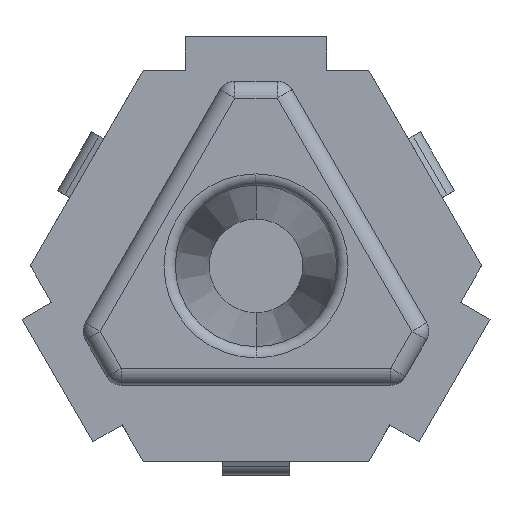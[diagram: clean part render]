
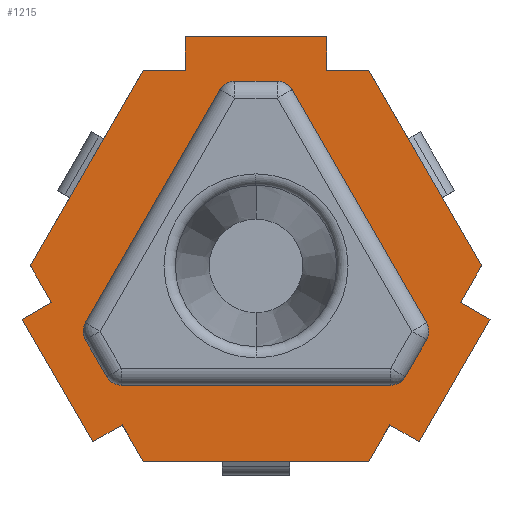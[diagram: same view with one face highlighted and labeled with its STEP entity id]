
A CAD part, front view. The second image highlights one B-rep face of the part: STEP entity #1215.
In plain terms, the highlighted planar face has unit normal (0, -1, 0).
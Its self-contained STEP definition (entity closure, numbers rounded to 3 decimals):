
#2=DIRECTION('',(-0.5,0.,0.866));
#3=VECTOR('',#2,2.5);
#4=CARTESIAN_POINT('',(-2.882,0.,-3.108));
#5=LINE('',#4,#3);
#6=DIRECTION('',(-0.5,0.,0.866));
#7=VECTOR('',#6,0.742);
#8=CARTESIAN_POINT('',(-3.613,0.,-0.642));
#9=LINE('',#8,#7);
#10=DIRECTION('',(0.5,0.,0.866));
#11=VECTOR('',#10,3.984);
#12=CARTESIAN_POINT('',(-3.984,0.,0.));
#13=LINE('',#12,#11);
#14=DIRECTION('',(1.,0.,0.));
#15=VECTOR('',#14,0.742);
#16=CARTESIAN_POINT('',(-1.992,0.,3.45));
#17=LINE('',#16,#15);
#18=DIRECTION('',(1.,0.,0.));
#19=VECTOR('',#18,2.5);
#20=CARTESIAN_POINT('',(-1.25,0.,4.05));
#21=LINE('',#20,#19);
#22=DIRECTION('',(1.,0.,0.));
#23=VECTOR('',#22,0.742);
#24=CARTESIAN_POINT('',(1.25,0.,3.45));
#25=LINE('',#24,#23);
#26=DIRECTION('',(0.5,0.,-0.866));
#27=VECTOR('',#26,3.984);
#28=CARTESIAN_POINT('',(1.992,0.,3.45));
#29=LINE('',#28,#27);
#30=DIRECTION('',(-0.5,0.,-0.866));
#31=VECTOR('',#30,0.742);
#32=CARTESIAN_POINT('',(3.984,0.,0.));
#33=LINE('',#32,#31);
#34=DIRECTION('',(-0.5,0.,-0.866));
#35=VECTOR('',#34,2.5);
#36=CARTESIAN_POINT('',(4.132,0.,-0.942));
#37=LINE('',#36,#35);
#38=DIRECTION('',(-0.5,0.,-0.866));
#39=VECTOR('',#38,0.742);
#40=CARTESIAN_POINT('',(2.363,0.,-2.808));
#41=LINE('',#40,#39);
#42=DIRECTION('',(-1.,0.,0.));
#43=VECTOR('',#42,3.984);
#44=CARTESIAN_POINT('',(1.992,0.,-3.45));
#45=LINE('',#44,#43);
#46=DIRECTION('',(-0.5,0.,0.866));
#47=VECTOR('',#46,0.742);
#48=CARTESIAN_POINT('',(-1.992,0.,-3.45));
#49=LINE('',#48,#47);
#50=DIRECTION('',(-0.5,0.,-0.866));
#51=VECTOR('',#50,0.754);
#52=CARTESIAN_POINT('',(3.013,0.,-1.305));
#53=LINE('',#52,#51);
#54=DIRECTION('',(-0.5,0.,0.866));
#55=VECTOR('',#54,4.754);
#56=CARTESIAN_POINT('',(3.013,0.,-1.005));
#57=LINE('',#56,#55);
#58=DIRECTION('',(1.,0.,0.));
#59=VECTOR('',#58,0.754);
#60=CARTESIAN_POINT('',(-0.377,0.,3.262));
#61=LINE('',#60,#59);
#62=DIRECTION('',(-0.5,0.,-0.866));
#63=VECTOR('',#62,4.754);
#64=CARTESIAN_POINT('',(-0.637,0.,3.112));
#65=LINE('',#64,#63);
#66=DIRECTION('',(-0.5,0.,0.866));
#67=VECTOR('',#66,0.754);
#68=CARTESIAN_POINT('',(-2.637,0.,-1.957));
#69=LINE('',#68,#67);
#70=DIRECTION('',(1.,0.,0.));
#71=VECTOR('',#70,4.754);
#72=CARTESIAN_POINT('',(-2.377,0.,-2.107));
#73=LINE('',#72,#71);
#86=DIRECTION('',(0.866,0.,0.5));
#87=VECTOR('',#86,0.6);
#88=CARTESIAN_POINT('',(-2.882,0.,-3.108));
#89=LINE('',#88,#87);
#216=DIRECTION('',(-0.866,0.,0.5));
#217=VECTOR('',#216,0.6);
#218=CARTESIAN_POINT('',(4.132,0.,-0.942));
#219=LINE('',#218,#217);
#220=DIRECTION('',(-0.866,0.,0.5));
#221=VECTOR('',#220,0.6);
#222=CARTESIAN_POINT('',(2.882,0.,-3.108));
#223=LINE('',#222,#221);
#342=DIRECTION('',(0.,0.,-1.));
#343=VECTOR('',#342,0.6);
#344=CARTESIAN_POINT('',(-1.25,0.,4.05));
#345=LINE('',#344,#343);
#346=DIRECTION('',(0.,0.,-1.));
#347=VECTOR('',#346,0.6);
#348=CARTESIAN_POINT('',(1.25,0.,4.05));
#349=LINE('',#348,#347);
#596=DIRECTION('',(0.866,0.,0.5));
#597=VECTOR('',#596,0.6);
#598=CARTESIAN_POINT('',(-4.132,0.,-0.942));
#599=LINE('',#598,#597);
#620=CARTESIAN_POINT('',(2.754,0.,-1.155));
#621=DIRECTION('',(0.,1.,0.));
#622=DIRECTION('',(0.866,0.,0.5));
#623=AXIS2_PLACEMENT_3D('',#620,#621,#622);
#655=CARTESIAN_POINT('',(2.377,0.,-1.807));
#656=DIRECTION('',(0.,1.,0.));
#657=DIRECTION('',(0.866,0.,-0.5));
#658=AXIS2_PLACEMENT_3D('',#655,#656,#657);
#672=CARTESIAN_POINT('',(-2.377,0.,-1.807));
#673=DIRECTION('',(0.,1.,0.));
#674=DIRECTION('',(0.,0.,-1.));
#675=AXIS2_PLACEMENT_3D('',#672,#673,#674);
#689=CARTESIAN_POINT('',(-2.754,0.,-1.155));
#690=DIRECTION('',(0.,1.,0.));
#691=DIRECTION('',(-0.866,0.,-0.5));
#692=AXIS2_PLACEMENT_3D('',#689,#690,#691);
#733=CARTESIAN_POINT('',(-0.377,0.,2.962));
#734=DIRECTION('',(0.,1.,0.));
#735=DIRECTION('',(-0.866,0.,0.5));
#736=AXIS2_PLACEMENT_3D('',#733,#734,#735);
#738=CARTESIAN_POINT('',(0.377,0.,2.962));
#739=DIRECTION('',(0.,1.,0.));
#740=DIRECTION('',(0.,0.,1.));
#741=AXIS2_PLACEMENT_3D('',#738,#739,#740);
#890=CARTESIAN_POINT('',(-3.984,0.,0.));
#891=CARTESIAN_POINT('',(-1.992,0.,3.45));
#892=VERTEX_POINT('',#890);
#893=VERTEX_POINT('',#891);
#894=CARTESIAN_POINT('',(1.992,0.,3.45));
#895=CARTESIAN_POINT('',(3.984,0.,0.));
#896=VERTEX_POINT('',#894);
#897=VERTEX_POINT('',#895);
#898=CARTESIAN_POINT('',(1.992,0.,-3.45));
#899=CARTESIAN_POINT('',(-1.992,0.,-3.45));
#900=VERTEX_POINT('',#898);
#901=VERTEX_POINT('',#899);
#951=CARTESIAN_POINT('',(-1.25,0.,4.05));
#953=VERTEX_POINT('',#951);
#955=CARTESIAN_POINT('',(1.25,0.,4.05));
#957=VERTEX_POINT('',#955);
#958=CARTESIAN_POINT('',(-1.25,0.,3.45));
#960=VERTEX_POINT('',#958);
#962=CARTESIAN_POINT('',(1.25,0.,3.45));
#964=VERTEX_POINT('',#962);
#967=CARTESIAN_POINT('',(-2.882,0.,-3.108));
#969=VERTEX_POINT('',#967);
#971=CARTESIAN_POINT('',(-4.132,0.,-0.942));
#973=VERTEX_POINT('',#971);
#974=CARTESIAN_POINT('',(-2.363,0.,-2.808));
#976=VERTEX_POINT('',#974);
#978=CARTESIAN_POINT('',(-3.613,0.,-0.642));
#980=VERTEX_POINT('',#978);
#983=CARTESIAN_POINT('',(4.132,0.,-0.942));
#985=VERTEX_POINT('',#983);
#987=CARTESIAN_POINT('',(2.882,0.,-3.108));
#989=VERTEX_POINT('',#987);
#990=CARTESIAN_POINT('',(3.613,0.,-0.642));
#992=VERTEX_POINT('',#990);
#994=CARTESIAN_POINT('',(2.363,0.,-2.808));
#996=VERTEX_POINT('',#994);
#1079=CARTESIAN_POINT('',(3.013,0.,-1.305));
#1081=VERTEX_POINT('',#1079);
#1083=CARTESIAN_POINT('',(3.013,0.,-1.005));
#1085=VERTEX_POINT('',#1083);
#1104=CARTESIAN_POINT('',(-3.013,0.,-1.005));
#1105=VERTEX_POINT('',#1104);
#1106=CARTESIAN_POINT('',(-3.013,0.,-1.305));
#1108=VERTEX_POINT('',#1106);
#1110=CARTESIAN_POINT('',(2.377,0.,-2.107));
#1112=VERTEX_POINT('',#1110);
#1114=CARTESIAN_POINT('',(2.637,0.,-1.957));
#1116=VERTEX_POINT('',#1114);
#1125=CARTESIAN_POINT('',(-2.637,0.,-1.957));
#1127=VERTEX_POINT('',#1125);
#1128=CARTESIAN_POINT('',(-2.377,0.,-2.107));
#1129=VERTEX_POINT('',#1128);
#1130=CARTESIAN_POINT('',(0.637,0.,3.112));
#1131=VERTEX_POINT('',#1130);
#1132=CARTESIAN_POINT('',(-0.637,0.,3.112));
#1133=VERTEX_POINT('',#1132);
#1134=CARTESIAN_POINT('',(-0.377,0.,3.262));
#1135=VERTEX_POINT('',#1134);
#1136=CARTESIAN_POINT('',(0.377,0.,3.262));
#1137=VERTEX_POINT('',#1136);
#1146=CARTESIAN_POINT('',(0.,0.,0.));
#1147=DIRECTION('',(0.,1.,0.));
#1148=DIRECTION('',(1.,0.,0.));
#1149=AXIS2_PLACEMENT_3D('',#1146,#1147,#1148);
#1150=PLANE('',#1149);
#1152=ORIENTED_EDGE('',*,*,#1151,.T.);
#1154=ORIENTED_EDGE('',*,*,#1153,.T.);
#1156=ORIENTED_EDGE('',*,*,#1155,.T.);
#1158=ORIENTED_EDGE('',*,*,#1157,.T.);
#1160=ORIENTED_EDGE('',*,*,#1159,.T.);
#1162=ORIENTED_EDGE('',*,*,#1161,.F.);
#1164=ORIENTED_EDGE('',*,*,#1163,.T.);
#1166=ORIENTED_EDGE('',*,*,#1165,.T.);
#1168=ORIENTED_EDGE('',*,*,#1167,.T.);
#1170=ORIENTED_EDGE('',*,*,#1169,.T.);
#1172=ORIENTED_EDGE('',*,*,#1171,.T.);
#1174=ORIENTED_EDGE('',*,*,#1173,.F.);
#1176=ORIENTED_EDGE('',*,*,#1175,.T.);
#1178=ORIENTED_EDGE('',*,*,#1177,.T.);
#1180=ORIENTED_EDGE('',*,*,#1179,.T.);
#1182=ORIENTED_EDGE('',*,*,#1181,.T.);
#1184=ORIENTED_EDGE('',*,*,#1183,.T.);
#1186=ORIENTED_EDGE('',*,*,#1185,.F.);
#1187=EDGE_LOOP('',(#1152,#1154,#1156,#1158,#1160,#1162,#1164,#1166,#1168,#1170,
#1172,#1174,#1176,#1178,#1180,#1182,#1184,#1186));
#1188=FACE_OUTER_BOUND('',#1187,.F.);
#1190=ORIENTED_EDGE('',*,*,#1189,.F.);
#1192=ORIENTED_EDGE('',*,*,#1191,.F.);
#1194=ORIENTED_EDGE('',*,*,#1193,.T.);
#1196=ORIENTED_EDGE('',*,*,#1195,.F.);
#1198=ORIENTED_EDGE('',*,*,#1197,.F.);
#1200=ORIENTED_EDGE('',*,*,#1199,.F.);
#1202=ORIENTED_EDGE('',*,*,#1201,.T.);
#1204=ORIENTED_EDGE('',*,*,#1203,.F.);
#1206=ORIENTED_EDGE('',*,*,#1205,.F.);
#1208=ORIENTED_EDGE('',*,*,#1207,.F.);
#1210=ORIENTED_EDGE('',*,*,#1209,.T.);
#1212=ORIENTED_EDGE('',*,*,#1211,.F.);
#1213=EDGE_LOOP('',(#1190,#1192,#1194,#1196,#1198,#1200,#1202,#1204,#1206,#1208,
#1210,#1212));
#1214=FACE_BOUND('',#1213,.F.);
#1215=ADVANCED_FACE('',(#1188,#1214),#1150,.F.);
#624=CIRCLE('',#623,0.3);
#659=CIRCLE('',#658,0.3);
#676=CIRCLE('',#675,0.3);
#693=CIRCLE('',#692,0.3);
#737=CIRCLE('',#736,0.3);
#742=CIRCLE('',#741,0.3);
#1151=EDGE_CURVE('',#969,#973,#5,.T.);
#1153=EDGE_CURVE('',#973,#980,#599,.T.);
#1155=EDGE_CURVE('',#980,#892,#9,.T.);
#1157=EDGE_CURVE('',#892,#893,#13,.T.);
#1159=EDGE_CURVE('',#893,#960,#17,.T.);
#1161=EDGE_CURVE('',#953,#960,#345,.T.);
#1163=EDGE_CURVE('',#953,#957,#21,.T.);
#1165=EDGE_CURVE('',#957,#964,#349,.T.);
#1167=EDGE_CURVE('',#964,#896,#25,.T.);
#1169=EDGE_CURVE('',#896,#897,#29,.T.);
#1171=EDGE_CURVE('',#897,#992,#33,.T.);
#1173=EDGE_CURVE('',#985,#992,#219,.T.);
#1175=EDGE_CURVE('',#985,#989,#37,.T.);
#1177=EDGE_CURVE('',#989,#996,#223,.T.);
#1179=EDGE_CURVE('',#996,#900,#41,.T.);
#1181=EDGE_CURVE('',#900,#901,#45,.T.);
#1183=EDGE_CURVE('',#901,#976,#49,.T.);
#1185=EDGE_CURVE('',#969,#976,#89,.T.);
#1189=EDGE_CURVE('',#1081,#1116,#53,.T.);
#1191=EDGE_CURVE('',#1085,#1081,#624,.T.);
#1193=EDGE_CURVE('',#1085,#1131,#57,.T.);
#1195=EDGE_CURVE('',#1137,#1131,#742,.T.);
#1197=EDGE_CURVE('',#1135,#1137,#61,.T.);
#1199=EDGE_CURVE('',#1133,#1135,#737,.T.);
#1201=EDGE_CURVE('',#1133,#1105,#65,.T.);
#1203=EDGE_CURVE('',#1108,#1105,#693,.T.);
#1205=EDGE_CURVE('',#1127,#1108,#69,.T.);
#1207=EDGE_CURVE('',#1129,#1127,#676,.T.);
#1209=EDGE_CURVE('',#1129,#1112,#73,.T.);
#1211=EDGE_CURVE('',#1116,#1112,#659,.T.);
